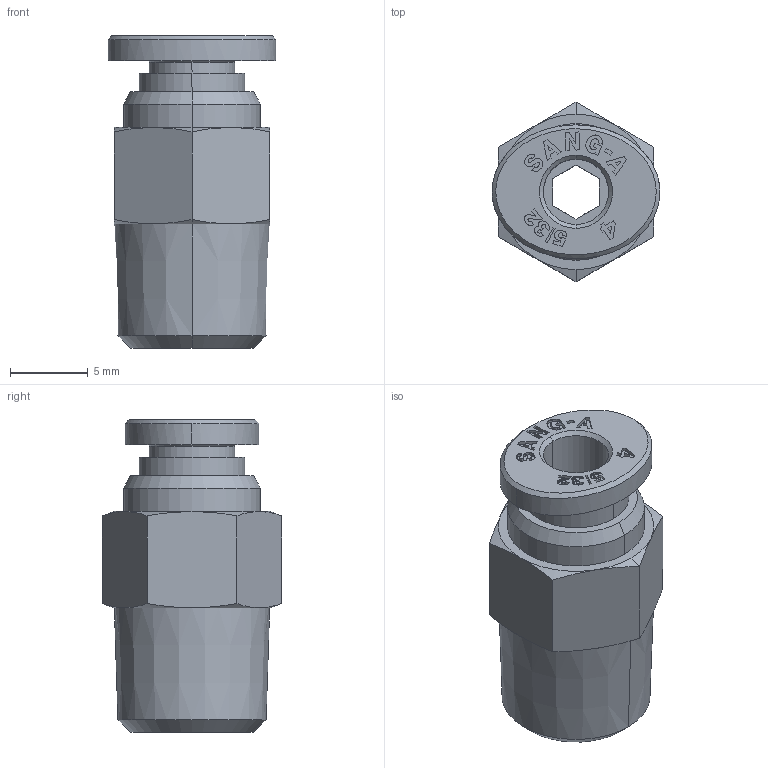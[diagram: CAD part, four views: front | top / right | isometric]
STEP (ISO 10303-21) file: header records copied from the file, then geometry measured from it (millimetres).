
FILE_DESCRIPTION((''),'2;1');
FILE_NAME('GPC 0401(3D).stp','2012-12-20T13:58:34',(''),(''),'Mechanical Desktop.R8.0.24.0','Mechanical Desktop.R8.0.24.0',', , ');
FILE_SCHEMA(('CONFIG_CONTROL_DESIGN'));
Length unit declared in the file: millimetre
Products named in the file (2): GPC 0401(3D); ºÎÇ°1
Assembly tree (1 placements, depth 2):
  GPC 0401(3D)
    ºÎÇ°1
Bounding box: 10.8 x 11.55 x 20.1 mm (x, y, z)
Volume: 1137.6 mm3; surface area: 1088.8 mm2
Topology: 1 solids, 1 shells, 423 faces, 1174 edges, 773 vertices
Faces by surface type: plane 346, cone 30, bspline 29, cylinder 18
Entity records: 13979 total; most frequent: CARTESIAN_POINT 3136, ORIENTED_EDGE 2348, DIRECTION 2052, EDGE_CURVE 1174, VECTOR 1018, LINE 1018, VERTEX_POINT 773, AXIS2_PLACEMENT_3D 517
